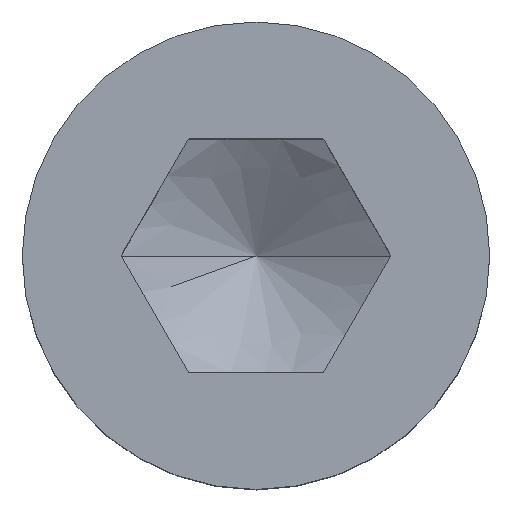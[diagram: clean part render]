
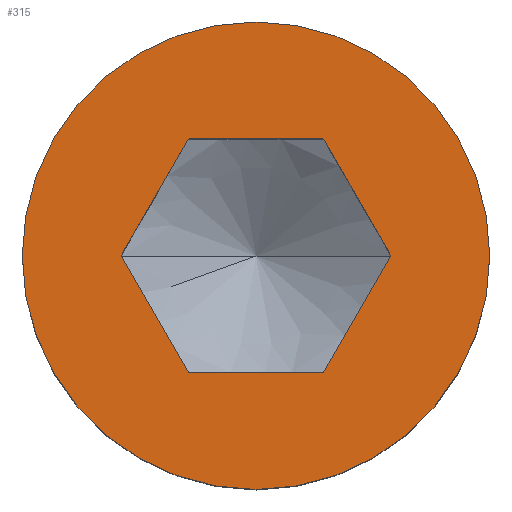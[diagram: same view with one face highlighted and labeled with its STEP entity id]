
A CAD part, top view. The second image highlights one B-rep face of the part: STEP entity #315.
In plain terms, the highlighted planar face has unit normal (0, 0, 1).
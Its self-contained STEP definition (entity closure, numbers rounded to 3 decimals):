
#185=EDGE_CURVE('',#255,#333,#495,.T.);
#201=VERTEX_POINT('',#511);
#225=VERTEX_POINT('',#539);
#227=EDGE_CURVE('',#351,#225,#541,.T.);
#231=EDGE_CURVE('',#295,#273,#545,.T.);
#237=VERTEX_POINT('',#552);
#241=VERTEX_POINT('',#556);
#245=EDGE_CURVE('',#295,#457,#560,.T.);
#251=EDGE_CURVE('',#431,#237,#567,.T.);
#255=VERTEX_POINT('',#571);
#259=EDGE_CURVE('',#351,#337,#576,.T.);
#273=VERTEX_POINT('',#594);
#277=EDGE_CURVE('',#281,#389,#598,.T.);
#281=VERTEX_POINT('',#602);
#295=VERTEX_POINT('',#618);
#301=EDGE_CURVE('',#373,#389,#625,.T.);
#305=EDGE_CURVE('',#241,#201,#629,.T.);
#309=EDGE_CURVE('',#201,#457,#634,.T.);
#313=EDGE_CURVE('',#241,#337,#638,.T.);
#315=ADVANCED_FACE('',(#640,#641),#642,.T.);
#329=EDGE_CURVE('',#237,#431,#659,.T.);
#333=VERTEX_POINT('',#664);
#337=VERTEX_POINT('',#668);
#351=VERTEX_POINT('',#685);
#355=EDGE_CURVE('',#373,#225,#689,.T.);
#373=VERTEX_POINT('',#708);
#389=VERTEX_POINT('',#725);
#397=EDGE_CURVE('',#419,#281,#734,.T.);
#419=VERTEX_POINT('',#756);
#431=VERTEX_POINT('',#768);
#439=EDGE_CURVE('',#419,#333,#776,.T.);
#443=EDGE_CURVE('',#255,#273,#780,.T.);
#457=VERTEX_POINT('',#795);
#495=CIRCLE('',#828,2.878);
#511=CARTESIAN_POINT('',(2.878,0.,6.));
#539=CARTESIAN_POINT('',(-1.425,-2.5,6.));
#541=LINE('',#900,#901);
#545=CIRCLE('',#916,2.878);
#552=CARTESIAN_POINT('',(-5.0,0.,6.));
#556=CARTESIAN_POINT('',(2.877,-0.016,6.));
#560=LINE('',#935,#936);
#567=CIRCLE('',#954,5.);
#571=CARTESIAN_POINT('',(-1.425,2.5,6.));
#576=CIRCLE('',#964,2.878);
#594=CARTESIAN_POINT('',(1.425,2.5,6.));
#598=CIRCLE('',#988,2.878);
#602=CARTESIAN_POINT('',(-2.878,0.,6.));
#618=CARTESIAN_POINT('',(1.453,2.484,6.));
#625=LINE('',#1030,#1031);
#629=CIRCLE('',#1046,2.878);
#634=CIRCLE('',#1052,2.878);
#638=LINE('',#1058,#1059);
#640=FACE_OUTER_BOUND('',#1061,.T.);
#641=FACE_BOUND('',#1062,.T.);
#642=PLANE('',#1063);
#659=CIRCLE('',#1084,5.);
#664=CARTESIAN_POINT('',(-1.453,2.484,6.));
#668=CARTESIAN_POINT('',(1.453,-2.484,6.));
#685=CARTESIAN_POINT('',(1.425,-2.5,6.));
#689=CIRCLE('',#1117,2.878);
#708=CARTESIAN_POINT('',(-1.453,-2.484,6.));
#725=CARTESIAN_POINT('',(-2.877,-0.016,6.));
#734=CIRCLE('',#1181,2.878);
#756=CARTESIAN_POINT('',(-2.877,0.016,6.));
#768=CARTESIAN_POINT('',(5.,0.,6.));
#776=LINE('',#1248,#1249);
#780=LINE('',#1254,#1255);
#795=CARTESIAN_POINT('',(2.877,0.016,6.));
#828=AXIS2_PLACEMENT_3D('',#1317,#1318,#1319);
#900=CARTESIAN_POINT('',(-0.722,-2.5,6.));
#901=VECTOR('',#1354,1.0);
#916=AXIS2_PLACEMENT_3D('',#1355,#1356,#1357);
#935=CARTESIAN_POINT('',(2.526,0.625,6.));
#936=VECTOR('',#1370,1.0);
#954=AXIS2_PLACEMENT_3D('',#1379,#1380,#1381);
#964=AXIS2_PLACEMENT_3D('',#1390,#1391,#1392);
#988=AXIS2_PLACEMENT_3D('',#1432,#1433,#1434);
#1030=CARTESIAN_POINT('',(-2.526,-0.625,6.));
#1031=VECTOR('',#1466,1.0);
#1046=AXIS2_PLACEMENT_3D('',#1467,#1468,#1469);
#1052=AXIS2_PLACEMENT_3D('',#1476,#1477,#1478);
#1058=CARTESIAN_POINT('',(1.804,-1.875,6.));
#1059=VECTOR('',#1482,1.0);
#1061=EDGE_LOOP('',(#1484,#1485));
#1062=EDGE_LOOP('',(#1486,#1487,#1488,#1489,#1490,#1491,#1492,#1493,#1494,#1495,#1496,#1497,#1498,#1499));
#1063=AXIS2_PLACEMENT_3D('',#1500,#1501,#1502);
#1084=AXIS2_PLACEMENT_3D('',#1529,#1530,#1531);
#1117=AXIS2_PLACEMENT_3D('',#1569,#1570,#1571);
#1181=AXIS2_PLACEMENT_3D('',#1620,#1621,#1622);
#1248=CARTESIAN_POINT('',(-1.804,1.875,6.));
#1249=VECTOR('',#1639,1.0);
#1254=CARTESIAN_POINT('',(0.722,2.5,6.));
#1255=VECTOR('',#1640,1.0);
#1317=CARTESIAN_POINT('',(0.,0.,6.));
#1318=DIRECTION('',(0.0,0.0,1.0));
#1319=DIRECTION('',(-1.0,0.,0.0));
#1354=DIRECTION('',(-1.0,0.0,0.0));
#1355=CARTESIAN_POINT('',(0.,0.,6.));
#1356=DIRECTION('',(0.0,0.0,1.0));
#1357=DIRECTION('',(-1.0,0.,0.0));
#1370=DIRECTION('',(0.5,-0.866,0.0));
#1379=CARTESIAN_POINT('',(0.,0.,6.));
#1380=DIRECTION('',(0.0,0.0,1.0));
#1381=DIRECTION('',(-1.0,0.,0.0));
#1390=CARTESIAN_POINT('',(0.,0.,6.));
#1391=DIRECTION('',(0.0,0.0,1.0));
#1392=DIRECTION('',(-1.0,0.,0.0));
#1432=CARTESIAN_POINT('',(0.,0.,6.));
#1433=DIRECTION('',(0.0,0.0,1.0));
#1434=DIRECTION('',(-1.0,0.,0.0));
#1466=DIRECTION('',(-0.5,0.866,0.0));
#1467=CARTESIAN_POINT('',(0.,0.,6.));
#1468=DIRECTION('',(0.0,0.0,1.0));
#1469=DIRECTION('',(-1.0,0.,0.0));
#1476=CARTESIAN_POINT('',(0.,0.,6.));
#1477=DIRECTION('',(0.0,0.0,1.0));
#1478=DIRECTION('',(-1.0,0.,0.0));
#1482=DIRECTION('',(-0.5,-0.866,0.0));
#1484=ORIENTED_EDGE('',*,*,#329,.T.);
#1485=ORIENTED_EDGE('',*,*,#251,.T.);
#1486=ORIENTED_EDGE('',*,*,#355,.F.);
#1487=ORIENTED_EDGE('',*,*,#301,.T.);
#1488=ORIENTED_EDGE('',*,*,#277,.F.);
#1489=ORIENTED_EDGE('',*,*,#397,.F.);
#1490=ORIENTED_EDGE('',*,*,#439,.T.);
#1491=ORIENTED_EDGE('',*,*,#185,.F.);
#1492=ORIENTED_EDGE('',*,*,#443,.T.);
#1493=ORIENTED_EDGE('',*,*,#231,.F.);
#1494=ORIENTED_EDGE('',*,*,#245,.T.);
#1495=ORIENTED_EDGE('',*,*,#309,.F.);
#1496=ORIENTED_EDGE('',*,*,#305,.F.);
#1497=ORIENTED_EDGE('',*,*,#313,.T.);
#1498=ORIENTED_EDGE('',*,*,#259,.F.);
#1499=ORIENTED_EDGE('',*,*,#227,.T.);
#1500=CARTESIAN_POINT('',(-3.939,0.,6.));
#1501=DIRECTION('',(0.0,0.0,1.0));
#1502=DIRECTION('',(-1.0,0.,0.0));
#1529=CARTESIAN_POINT('',(0.,0.,6.));
#1530=DIRECTION('',(0.0,0.0,1.0));
#1531=DIRECTION('',(-1.0,0.,0.0));
#1569=CARTESIAN_POINT('',(0.,0.,6.));
#1570=DIRECTION('',(0.0,0.0,1.0));
#1571=DIRECTION('',(-1.0,0.,0.0));
#1620=CARTESIAN_POINT('',(0.,0.,6.));
#1621=DIRECTION('',(0.0,0.0,1.0));
#1622=DIRECTION('',(-1.0,0.,0.0));
#1639=DIRECTION('',(0.5,0.866,0.0));
#1640=DIRECTION('',(1.0,0.0,0.0));
